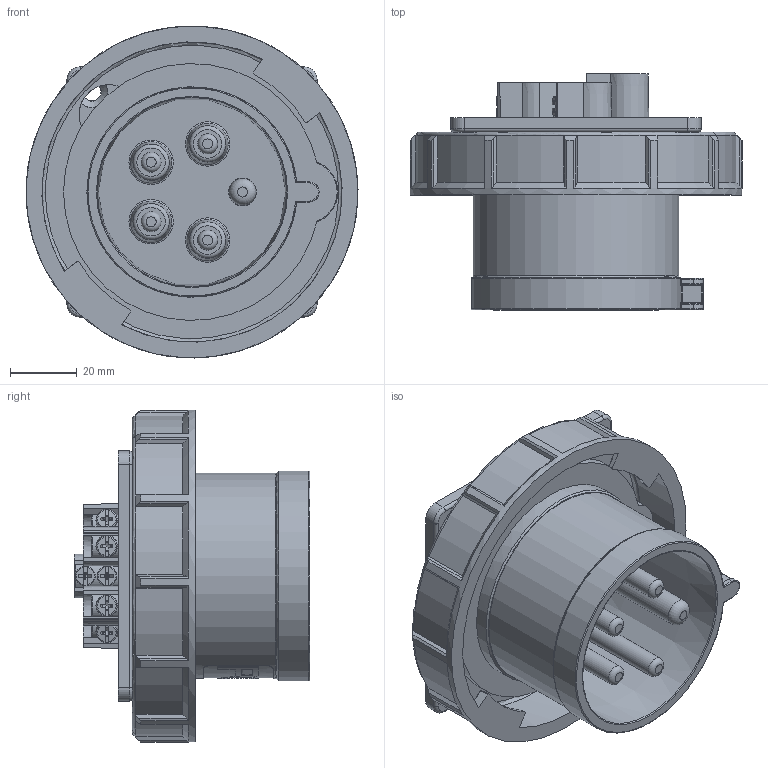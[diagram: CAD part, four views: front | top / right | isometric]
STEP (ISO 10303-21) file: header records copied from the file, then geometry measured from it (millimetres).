
FILE_DESCRIPTION (( 'STEP AP203' ), '1' );
FILE_NAME ('6252-6.STEP', '2017-12-20T12:40:25', ( '' ), ( '' ), 'SwSTEP 2.0', 'SolidWorks 2016', '' );
FILE_SCHEMA (( 'CONFIG_CONTROL_DESIGN' ));
Length unit declared in the file: millimetre
Products named in the file (1): 6252-6
Bounding box: 99.49 x 70.7 x 99.49 mm (x, y, z)
Volume: 103787.6 mm3; surface area: 70325.6 mm2
Topology: 1 solids, 1 shells, 904 faces, 2296 edges, 1420 vertices
Faces by surface type: plane 430, cylinder 138, cone 129, bspline 104, torus 79, sphere 24
Full cylindrical faces by diameter (mm): 3.4 x2, 4 x4, 4.7 x5, 6 x4, 8 x1, 8.5 x4, 9.4 x4, 10 x1, 61.546 x1, 63 x1, 64 x1, 90 x1, 99.5 x1
Entity records: 32730 total; most frequent: CARTESIAN_POINT 13026, ORIENTED_EDGE 4184, DIRECTION 3712, EDGE_CURVE 2092, AXIS2_PLACEMENT_3D 1459, VERTEX_POINT 1350, EDGE_LOOP 1082, FACE_OUTER_BOUND 961
